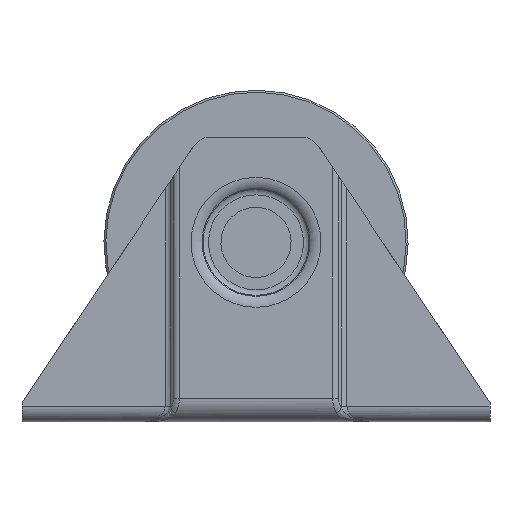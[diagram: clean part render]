
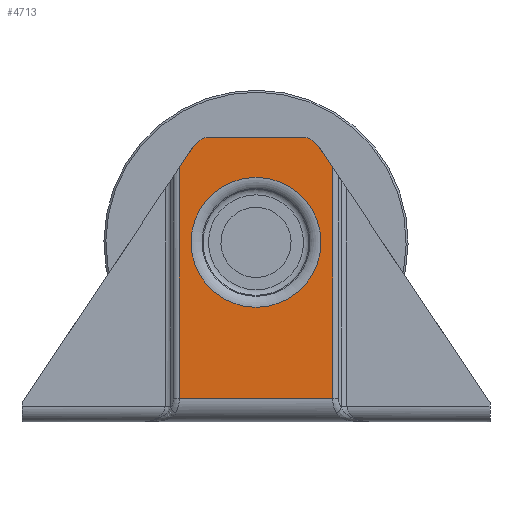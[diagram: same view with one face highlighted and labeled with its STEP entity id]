
A CAD part, front view. The second image highlights one B-rep face of the part: STEP entity #4713.
In plain terms, the highlighted planar face has unit normal (0, -1, 0).
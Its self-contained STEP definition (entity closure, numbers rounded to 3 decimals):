
#216=CIRCLE('',#5075,5.);
#221=CIRCLE('',#5083,5.);
#237=CIRCLE('',#5107,16.657);
#242=CIRCLE('',#5112,16.657);
#471=FACE_BOUND('',#969,.T.);
#684=FACE_OUTER_BOUND('',#968,.T.);
#968=EDGE_LOOP('',(#3673,#3674,#3675,#3676,#3677,#3678,#3679,#3680));
#969=EDGE_LOOP('',(#3681,#3682));
#1330=LINE('',#8034,#1626);
#1351=LINE('',#8127,#1647);
#1352=LINE('',#8129,#1648);
#1353=LINE('',#8131,#1649);
#1354=LINE('',#8133,#1650);
#1355=LINE('',#8134,#1651);
#1626=VECTOR('',#5781,10.);
#1647=VECTOR('',#5874,10.);
#1648=VECTOR('',#5875,10.);
#1649=VECTOR('',#5876,10.);
#1650=VECTOR('',#5877,10.);
#1651=VECTOR('',#5878,10.);
#2070=VERTEX_POINT('',#8006);
#2071=VERTEX_POINT('',#8007);
#2082=VERTEX_POINT('',#8033);
#2083=VERTEX_POINT('',#8037);
#2110=VERTEX_POINT('',#8106);
#2111=VERTEX_POINT('',#8107);
#2118=VERTEX_POINT('',#8126);
#2119=VERTEX_POINT('',#8128);
#2120=VERTEX_POINT('',#8130);
#2121=VERTEX_POINT('',#8132);
#2646=EDGE_CURVE('',#2070,#2071,#216,.T.);
#2659=EDGE_CURVE('',#2071,#2082,#1330,.T.);
#2661=EDGE_CURVE('',#2082,#2083,#221,.T.);
#2695=EDGE_CURVE('',#2110,#2111,#237,.T.);
#2700=EDGE_CURVE('',#2111,#2110,#242,.T.);
#2705=EDGE_CURVE('',#2070,#2118,#1351,.T.);
#2706=EDGE_CURVE('',#2119,#2118,#1352,.T.);
#2707=EDGE_CURVE('',#2119,#2120,#1353,.T.);
#2708=EDGE_CURVE('',#2121,#2120,#1354,.T.);
#2709=EDGE_CURVE('',#2121,#2083,#1355,.T.);
#3673=ORIENTED_EDGE('',*,*,#2646,.F.);
#3674=ORIENTED_EDGE('',*,*,#2705,.T.);
#3675=ORIENTED_EDGE('',*,*,#2706,.F.);
#3676=ORIENTED_EDGE('',*,*,#2707,.T.);
#3677=ORIENTED_EDGE('',*,*,#2708,.F.);
#3678=ORIENTED_EDGE('',*,*,#2709,.T.);
#3679=ORIENTED_EDGE('',*,*,#2661,.F.);
#3680=ORIENTED_EDGE('',*,*,#2659,.F.);
#3681=ORIENTED_EDGE('',*,*,#2695,.F.);
#3682=ORIENTED_EDGE('',*,*,#2700,.F.);
#4561=PLANE('',#5117);
#4713=ADVANCED_FACE('',(#684,#471),#4561,.T.);
#5075=AXIS2_PLACEMENT_3D('',#8008,#5759,#5760);
#5083=AXIS2_PLACEMENT_3D('',#8038,#5785,#5786);
#5107=AXIS2_PLACEMENT_3D('',#8108,#5851,#5852);
#5112=AXIS2_PLACEMENT_3D('',#8116,#5861,#5862);
#5117=AXIS2_PLACEMENT_3D('',#8125,#5872,#5873);
#5759=DIRECTION('center_axis',(0.,1.,0.));
#5760=DIRECTION('ref_axis',(-0.471,0.,0.882));
#5781=DIRECTION('',(1.,0.,0.));
#5785=DIRECTION('center_axis',(0.,1.,0.));
#5786=DIRECTION('ref_axis',(0.471,0.,0.882));
#5851=DIRECTION('center_axis',(0.,-1.,0.));
#5852=DIRECTION('ref_axis',(1.,0.,0.));
#5861=DIRECTION('center_axis',(0.,-1.,0.));
#5862=DIRECTION('ref_axis',(1.,0.,0.));
#5872=DIRECTION('center_axis',(0.,-1.,0.));
#5873=DIRECTION('ref_axis',(0.,0.,-1.));
#5874=DIRECTION('',(-0.557,0.,-0.831));
#5875=DIRECTION('',(0.,0.,1.));
#5876=DIRECTION('',(1.,0.,0.));
#5877=DIRECTION('',(0.,0.,-1.));
#5878=DIRECTION('',(-0.557,0.,0.831));
#8006=CARTESIAN_POINT('',(-15.889,-20.,70.785));
#8007=CARTESIAN_POINT('',(-11.736,-20.,73.));
#8008=CARTESIAN_POINT('Origin',(-11.736,-20.,68.));
#8033=CARTESIAN_POINT('',(11.736,-20.,73.));
#8034=CARTESIAN_POINT('',(10.25,-20.,73.));
#8037=CARTESIAN_POINT('',(15.889,-20.,70.785));
#8038=CARTESIAN_POINT('Origin',(11.736,-20.,68.));
#8106=CARTESIAN_POINT('',(-16.657,-20.,46.));
#8107=CARTESIAN_POINT('',(0.,-20.,29.343));
#8108=CARTESIAN_POINT('Origin',(0.,-20.,46.));
#8116=CARTESIAN_POINT('Origin',(0.,-20.,46.));
#8125=CARTESIAN_POINT('Origin',(20.5,-20.,46.));
#8126=CARTESIAN_POINT('',(-19.672,-20.,65.144));
#8127=CARTESIAN_POINT('',(-15.235,-20.,71.76));
#8128=CARTESIAN_POINT('',(-19.672,-20.,6.));
#8129=CARTESIAN_POINT('',(-19.672,-20.,46.));
#8130=CARTESIAN_POINT('',(19.672,-20.,6.));
#8131=CARTESIAN_POINT('',(10.25,-20.,6.));
#8132=CARTESIAN_POINT('',(19.672,-20.,65.144));
#8133=CARTESIAN_POINT('',(19.672,-20.,46.));
#8134=CARTESIAN_POINT('',(44.392,-20.,28.277));
